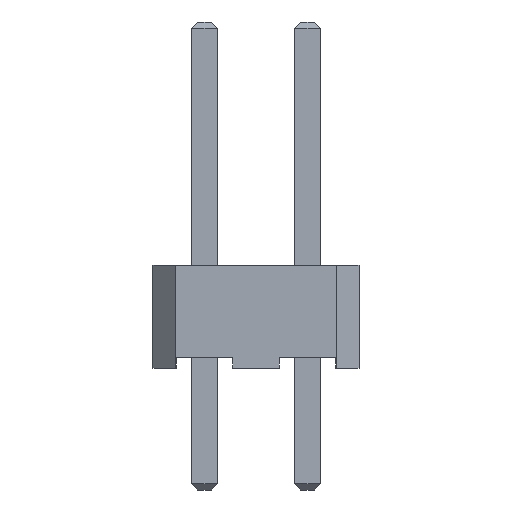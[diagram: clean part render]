
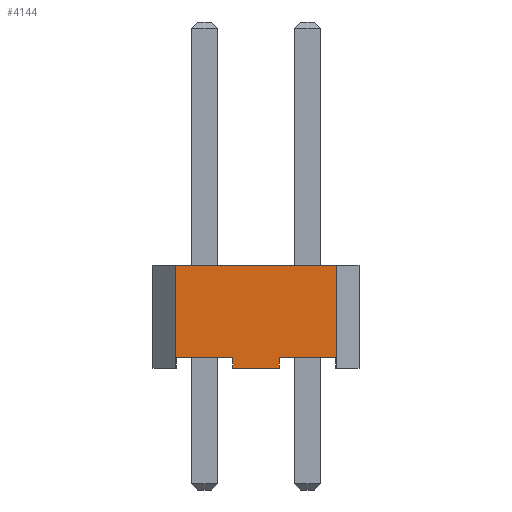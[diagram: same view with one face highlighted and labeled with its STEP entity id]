
A CAD part, left-side view. The second image highlights one B-rep face of the part: STEP entity #4144.
In plain terms, the highlighted planar face has unit normal (-1, 0, 0).
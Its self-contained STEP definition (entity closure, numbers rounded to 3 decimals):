
#286=FACE_OUTER_BOUND('',#538,.T.);
#538=EDGE_LOOP('',(#3593,#3594,#3595,#3596,#3597,#3598,#3599,#3600,#3601,
#3602,#3603,#3604));
#956=LINE('',#6346,#1510);
#959=LINE('',#6351,#1513);
#982=LINE('',#6397,#1536);
#1007=LINE('',#6448,#1561);
#1032=LINE('',#6498,#1586);
#1034=LINE('',#6501,#1588);
#1035=LINE('',#6504,#1589);
#1038=LINE('',#6510,#1592);
#1061=LINE('',#6555,#1615);
#1062=LINE('',#6557,#1616);
#1089=LINE('',#6609,#1643);
#1096=LINE('',#6622,#1650);
#1510=VECTOR('',#5244,10.);
#1513=VECTOR('',#5249,10.);
#1536=VECTOR('',#5274,10.);
#1561=VECTOR('',#5303,10.);
#1586=VECTOR('',#5332,10.);
#1588=VECTOR('',#5336,10.);
#1589=VECTOR('',#5339,10.);
#1592=VECTOR('',#5344,10.);
#1615=VECTOR('',#5369,10.);
#1616=VECTOR('',#5372,10.);
#1643=VECTOR('',#5449,10.);
#1650=VECTOR('',#5468,10.);
#1895=VERTEX_POINT('',#6343);
#1896=VERTEX_POINT('',#6345);
#1897=VERTEX_POINT('',#6349);
#1919=VERTEX_POINT('',#6395);
#1942=VERTEX_POINT('',#6445);
#1943=VERTEX_POINT('',#6447);
#1965=VERTEX_POINT('',#6495);
#1966=VERTEX_POINT('',#6497);
#1967=VERTEX_POINT('',#6503);
#1968=VERTEX_POINT('',#6507);
#1969=VERTEX_POINT('',#6509);
#1990=VERTEX_POINT('',#6553);
#2396=EDGE_CURVE('',#1896,#1895,#956,.T.);
#2399=EDGE_CURVE('',#1897,#1895,#959,.T.);
#2422=EDGE_CURVE('',#1919,#1897,#982,.T.);
#2447=EDGE_CURVE('',#1942,#1943,#1007,.T.);
#2472=EDGE_CURVE('',#1965,#1966,#1032,.T.);
#2474=EDGE_CURVE('',#1896,#1965,#1034,.T.);
#2475=EDGE_CURVE('',#1966,#1967,#1035,.T.);
#2478=EDGE_CURVE('',#1968,#1969,#1038,.T.);
#2501=EDGE_CURVE('',#1990,#1968,#1061,.T.);
#2502=EDGE_CURVE('',#1990,#1967,#1062,.T.);
#2529=EDGE_CURVE('',#1969,#1942,#1089,.T.);
#2536=EDGE_CURVE('',#1943,#1919,#1096,.T.);
#3593=ORIENTED_EDGE('',*,*,#2447,.F.);
#3594=ORIENTED_EDGE('',*,*,#2529,.F.);
#3595=ORIENTED_EDGE('',*,*,#2478,.F.);
#3596=ORIENTED_EDGE('',*,*,#2501,.F.);
#3597=ORIENTED_EDGE('',*,*,#2502,.T.);
#3598=ORIENTED_EDGE('',*,*,#2475,.F.);
#3599=ORIENTED_EDGE('',*,*,#2472,.F.);
#3600=ORIENTED_EDGE('',*,*,#2474,.F.);
#3601=ORIENTED_EDGE('',*,*,#2396,.T.);
#3602=ORIENTED_EDGE('',*,*,#2399,.F.);
#3603=ORIENTED_EDGE('',*,*,#2422,.F.);
#3604=ORIENTED_EDGE('',*,*,#2536,.F.);
#3892=PLANE('',#4425);
#4144=ADVANCED_FACE('',(#286),#3892,.T.);
#4425=AXIS2_PLACEMENT_3D('',#6621,#5466,#5467);
#5244=DIRECTION('',(0.,-1.,0.));
#5249=DIRECTION('',(0.,0.,1.));
#5274=DIRECTION('',(0.,1.,0.));
#5303=DIRECTION('',(0.,-1.,0.));
#5332=DIRECTION('',(0.,1.,0.));
#5336=DIRECTION('',(0.,0.,-1.));
#5339=DIRECTION('',(0.,0.,1.));
#5344=DIRECTION('',(0.,1.,0.));
#5369=DIRECTION('',(0.,0.,-1.));
#5372=DIRECTION('',(0.,-1.,0.));
#5449=DIRECTION('',(0.,0.,1.));
#5466=DIRECTION('center_axis',(-1.,0.,0.));
#5467=DIRECTION('ref_axis',(0.,-1.,0.));
#5468=DIRECTION('',(0.,0.,-1.));
#6343=CARTESIAN_POINT('',(-8.89,-1.97,0.32));
#6345=CARTESIAN_POINT('',(-8.89,-0.57,0.32));
#6346=CARTESIAN_POINT('',(-8.89,-1.135,0.32));
#6349=CARTESIAN_POINT('',(-8.89,-1.97,0.05));
#6351=CARTESIAN_POINT('',(-8.89,-1.97,1.32));
#6395=CARTESIAN_POINT('',(-8.89,-1.987,0.05));
#6397=CARTESIAN_POINT('',(-8.89,-1.159,0.05));
#6445=CARTESIAN_POINT('',(-8.89,1.987,2.59));
#6447=CARTESIAN_POINT('',(-8.89,-1.987,2.59));
#6448=CARTESIAN_POINT('',(-8.89,0.,2.59));
#6495=CARTESIAN_POINT('',(-8.89,-0.57,0.05));
#6497=CARTESIAN_POINT('',(-8.89,0.57,0.05));
#6498=CARTESIAN_POINT('',(-8.89,-0.817,0.05));
#6501=CARTESIAN_POINT('',(-8.89,-0.57,1.455));
#6503=CARTESIAN_POINT('',(-8.89,0.57,0.32));
#6504=CARTESIAN_POINT('',(-8.89,0.57,1.32));
#6507=CARTESIAN_POINT('',(-8.89,1.97,0.05));
#6509=CARTESIAN_POINT('',(-8.89,1.987,0.05));
#6510=CARTESIAN_POINT('',(-8.89,1.723,0.05));
#6553=CARTESIAN_POINT('',(-8.89,1.97,0.32));
#6555=CARTESIAN_POINT('',(-8.89,1.97,1.455));
#6557=CARTESIAN_POINT('',(-8.89,1.405,0.32));
#6609=CARTESIAN_POINT('',(-8.89,1.987,0.05));
#6621=CARTESIAN_POINT('Origin',(-8.89,0.,
0.05));
#6622=CARTESIAN_POINT('',(-8.89,-1.987,0.05));
